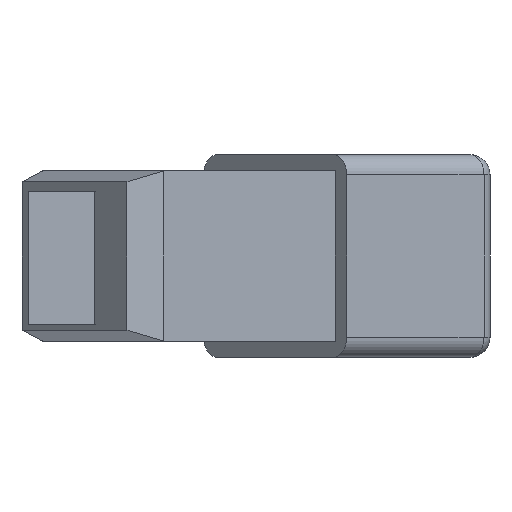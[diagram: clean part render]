
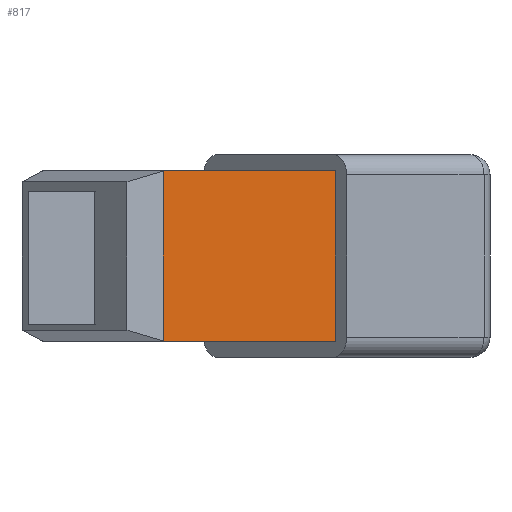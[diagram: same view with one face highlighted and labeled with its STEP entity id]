
A CAD part, left-side view. The second image highlights one B-rep face of the part: STEP entity #817.
In plain terms, the highlighted planar face has unit normal (-0.707, -0.707, 0).
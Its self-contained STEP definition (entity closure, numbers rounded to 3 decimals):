
#99=FACE_OUTER_BOUND('',#151,.T.);
#151=EDGE_LOOP('',(#723,#724,#725,#726));
#180=LINE('',#1196,#270);
#190=LINE('',#1216,#280);
#242=LINE('',#1363,#332);
#244=LINE('',#1367,#334);
#270=VECTOR('',#956,10.);
#280=VECTOR('',#974,10.);
#332=VECTOR('',#1128,10.);
#334=VECTOR('',#1134,10.);
#349=VERTEX_POINT('',#1189);
#352=VERTEX_POINT('',#1194);
#358=VERTEX_POINT('',#1214);
#402=VERTEX_POINT('',#1361);
#428=EDGE_CURVE('',#352,#349,#180,.T.);
#438=EDGE_CURVE('',#358,#352,#190,.T.);
#512=EDGE_CURVE('',#402,#358,#242,.T.);
#514=EDGE_CURVE('',#402,#349,#244,.T.);
#723=ORIENTED_EDGE('',*,*,#428,.F.);
#724=ORIENTED_EDGE('',*,*,#438,.F.);
#725=ORIENTED_EDGE('',*,*,#512,.F.);
#726=ORIENTED_EDGE('',*,*,#514,.T.);
#770=PLANE('',#907);
#817=ADVANCED_FACE('',(#99),#770,.T.);
#907=AXIS2_PLACEMENT_3D('',#1368,#1135,#1136);
#956=DIRECTION('',(0.,0.,1.));
#974=DIRECTION('',(-0.707,0.707,0.));
#1128=DIRECTION('',(0.,0.,-1.));
#1134=DIRECTION('',(-0.707,0.707,0.));
#1135=DIRECTION('center_axis',(-0.707,-0.707,0.));
#1136=DIRECTION('ref_axis',(0.,0.,
1.));
#1189=CARTESIAN_POINT('',(-42.655,27.806,23.));
#1194=CARTESIAN_POINT('',(-42.655,27.806,2.));
#1196=CARTESIAN_POINT('',(-42.655,27.806,7.25));
#1214=CARTESIAN_POINT('',(-21.442,6.592,2.));
#1216=CARTESIAN_POINT('',(-21.442,6.592,2.));
#1361=CARTESIAN_POINT('',(-21.442,6.592,23.));
#1363=CARTESIAN_POINT('',(-21.442,6.592,1.));
#1367=CARTESIAN_POINT('',(-21.442,6.592,23.));
#1368=CARTESIAN_POINT('Origin',(-21.442,6.592,2.));
